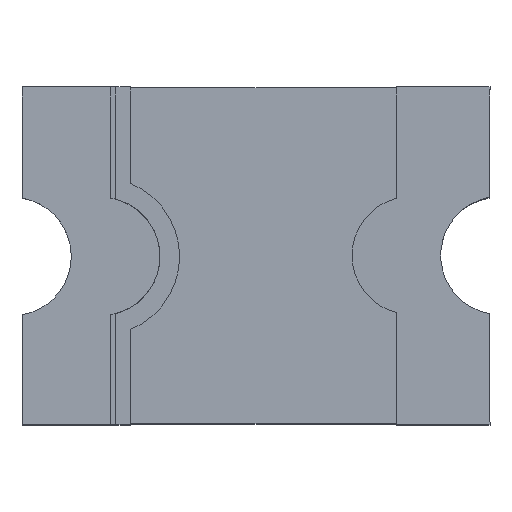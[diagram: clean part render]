
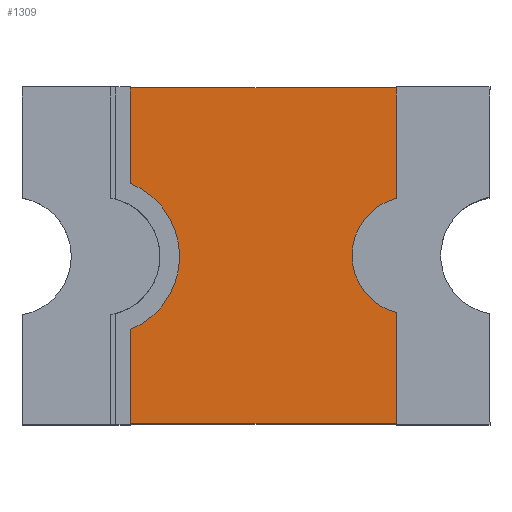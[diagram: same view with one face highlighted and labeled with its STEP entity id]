
A CAD part, top view. The second image highlights one B-rep face of the part: STEP entity #1309.
In plain terms, the highlighted planar face has unit normal (0, 0, 1).
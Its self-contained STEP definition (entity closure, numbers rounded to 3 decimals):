
#14 = AXIS2_PLACEMENT_3D ( 'NONE', #1020, #703, #1916 ) ;
#64 = CARTESIAN_POINT ( 'NONE',  ( 4.73, 3.41, 0.48 ) ) ;
#72 = ORIENTED_EDGE ( 'NONE', *, *, #1954, .T. ) ;
#78 = CARTESIAN_POINT ( 'NONE',  ( 4.73, 0., 0.48 ) ) ;
#80 = CARTESIAN_POINT ( 'NONE',  ( 0., 0., 0.48 ) ) ;
#81 = VECTOR ( 'NONE', #1737, 1000. ) ;
#165 = DIRECTION ( 'NONE',  ( 0., 0., -1. ) ) ;
#241 = DIRECTION ( 'NONE',  ( 1., 0., 0. ) ) ;
#275 = EDGE_CURVE ( 'NONE', #432, #400, #2164, .T. ) ;
#318 = LINE ( 'NONE', #1024, #81 ) ;
#324 = EDGE_CURVE ( 'NONE', #906, #432, #2169, .T. ) ;
#356 = CARTESIAN_POINT ( 'NONE',  ( 4.73, 0., 0.48 ) ) ;
#400 = VERTEX_POINT ( 'NONE', #1914 ) ;
#432 = VERTEX_POINT ( 'NONE', #1877 ) ;
#434 = CARTESIAN_POINT ( 'NONE',  ( -0.1, 1.7, 0.48 ) ) ;
#447 = LINE ( 'NONE', #80, #2041 ) ;
#470 = VERTEX_POINT ( 'NONE', #2099 ) ;
#488 = EDGE_CURVE ( 'NONE', #974, #470, #1059, .T. ) ;
#493 = VECTOR ( 'NONE', #939, 1000. ) ;
#594 = CARTESIAN_POINT ( 'NONE',  ( 0., 0., 0.48 ) ) ;
#609 = DIRECTION ( 'NONE',  ( 0., 0., -1. ) ) ;
#646 = CARTESIAN_POINT ( 'NONE',  ( -0.1, 1.7, 0.48 ) ) ;
#689 = EDGE_CURVE ( 'NONE', #400, #2078, #318, .T. ) ;
#703 = DIRECTION ( 'NONE',  ( 0., 0., 1. ) ) ;
#781 = VERTEX_POINT ( 'NONE', #1028 ) ;
#788 = VECTOR ( 'NONE', #1454, 1000. ) ;
#797 = ORIENTED_EDGE ( 'NONE', *, *, #689, .T. ) ;
#847 = ORIENTED_EDGE ( 'NONE', *, *, #1736, .F. ) ;
#906 = VERTEX_POINT ( 'NONE', #1987 ) ;
#934 = EDGE_LOOP ( 'NONE', ( #797, #1349, #1200, #967, #847, #72, #1163, #2197, #1242 ) ) ;
#939 = DIRECTION ( 'NONE',  ( 0., -1., 0. ) ) ;
#963 = EDGE_CURVE ( 'NONE', #2062, #470, #1379, .T. ) ;
#967 = ORIENTED_EDGE ( 'NONE', *, *, #488, .F. ) ;
#974 = VERTEX_POINT ( 'NONE', #64 ) ;
#977 = EDGE_CURVE ( 'NONE', #2062, #2078, #2149, .T. ) ;
#1017 = CARTESIAN_POINT ( 'NONE',  ( 0., 3.41, 0.48 ) ) ;
#1020 = CARTESIAN_POINT ( 'NONE',  ( 0., 0., 0.48 ) ) ;
#1024 = CARTESIAN_POINT ( 'NONE',  ( 0., 0., 0.48 ) ) ;
#1028 = CARTESIAN_POINT ( 'NONE',  ( 0., 3.41, 0.48 ) ) ;
#1030 = PLANE ( 'NONE',  #14 ) ;
#1059 = LINE ( 'NONE', #356, #1891 ) ;
#1089 = DIRECTION ( 'NONE',  ( 1., 0., 0. ) ) ;
#1163 = ORIENTED_EDGE ( 'NONE', *, *, #2015, .T. ) ;
#1176 = CARTESIAN_POINT ( 'NONE',  ( 4.73, 0., 0.48 ) ) ;
#1198 = VERTEX_POINT ( 'NONE', #1660 ) ;
#1199 = CARTESIAN_POINT ( 'NONE',  ( 4.83, 1.7, 0.48 ) ) ;
#1200 = ORIENTED_EDGE ( 'NONE', *, *, #963, .T. ) ;
#1205 = CIRCLE ( 'NONE', #2007, 0.6 ) ;
#1217 = FACE_OUTER_BOUND ( 'NONE', #934, .T. ) ;
#1234 = VECTOR ( 'NONE', #1551, 1000. ) ;
#1242 = ORIENTED_EDGE ( 'NONE', *, *, #275, .T. ) ;
#1309 = ADVANCED_FACE ( 'NONE', ( #1217 ), #1030, .T. ) ;
#1336 = AXIS2_PLACEMENT_3D ( 'NONE', #1199, #1909, #241 ) ;
#1349 = ORIENTED_EDGE ( 'NONE', *, *, #977, .F. ) ;
#1379 = CIRCLE ( 'NONE', #1336, 0.6 ) ;
#1454 = DIRECTION ( 'NONE',  ( 0., -1., 0. ) ) ;
#1551 = DIRECTION ( 'NONE',  ( 1., 0., 0. ) ) ;
#1559 = CARTESIAN_POINT ( 'NONE',  ( 4.73, 1.108, 0.48 ) ) ;
#1660 = CARTESIAN_POINT ( 'NONE',  ( 0., 2.292, 0.48 ) ) ;
#1736 = EDGE_CURVE ( 'NONE', #781, #974, #2236, .T. ) ;
#1737 = DIRECTION ( 'NONE',  ( 1., 0., 0. ) ) ;
#1752 = DIRECTION ( 'NONE',  ( 1., 0., 0. ) ) ;
#1779 = DIRECTION ( 'NONE',  ( 0., -1., 0. ) ) ;
#1843 = DIRECTION ( 'NONE',  ( 0., -1., 0. ) ) ;
#1877 = CARTESIAN_POINT ( 'NONE',  ( 0., 1.108, 0.48 ) ) ;
#1891 = VECTOR ( 'NONE', #1779, 1000. ) ;
#1909 = DIRECTION ( 'NONE',  ( 0., 0., -1. ) ) ;
#1914 = CARTESIAN_POINT ( 'NONE',  ( 0., 0., 0.48 ) ) ;
#1916 = DIRECTION ( 'NONE',  ( 1., 0., 0. ) ) ;
#1954 = EDGE_CURVE ( 'NONE', #781, #1198, #447, .T. ) ;
#1987 = CARTESIAN_POINT ( 'NONE',  ( 0.5, 1.7, 0.48 ) ) ;
#2007 = AXIS2_PLACEMENT_3D ( 'NONE', #646, #165, #1752 ) ;
#2015 = EDGE_CURVE ( 'NONE', #1198, #906, #1205, .T. ) ;
#2041 = VECTOR ( 'NONE', #1843, 1000. ) ;
#2062 = VERTEX_POINT ( 'NONE', #1559 ) ;
#2078 = VERTEX_POINT ( 'NONE', #1176 ) ;
#2099 = CARTESIAN_POINT ( 'NONE',  ( 4.73, 2.292, 0.48 ) ) ;
#2149 = LINE ( 'NONE', #78, #493 ) ;
#2160 = AXIS2_PLACEMENT_3D ( 'NONE', #434, #609, #1089 ) ;
#2164 = LINE ( 'NONE', #594, #788 ) ;
#2169 = CIRCLE ( 'NONE', #2160, 0.6 ) ;
#2197 = ORIENTED_EDGE ( 'NONE', *, *, #324, .T. ) ;
#2236 = LINE ( 'NONE', #1017, #1234 ) ;
